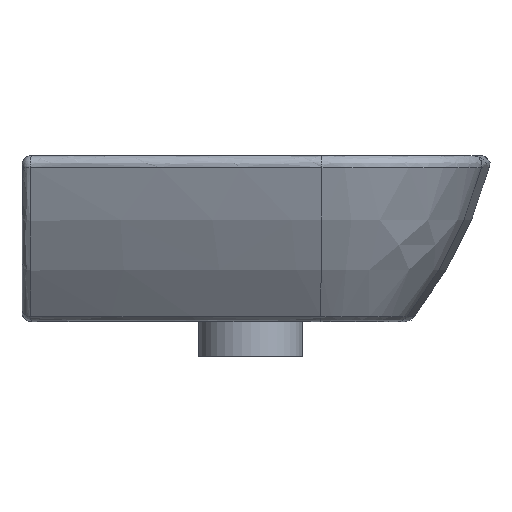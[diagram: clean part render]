
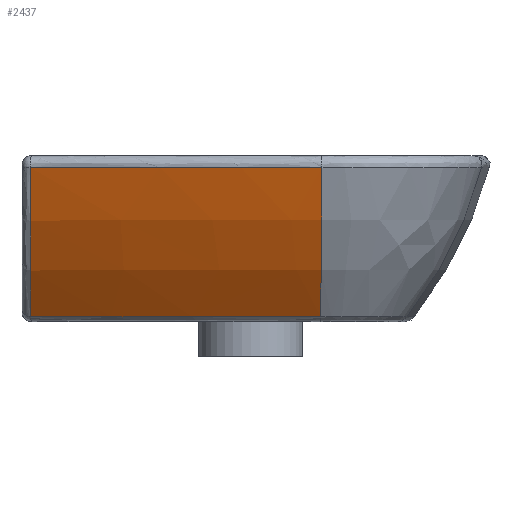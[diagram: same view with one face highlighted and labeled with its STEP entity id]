
A CAD part, front view. The second image highlights one B-rep face of the part: STEP entity #2437.
In plain terms, the highlighted free-form (B-spline) face has degree [3, 3] with [7, 4] control points.
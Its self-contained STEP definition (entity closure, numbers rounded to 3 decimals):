
#2105=CARTESIAN_POINT('',(-211.082,158.871,-8.775));
#2106=VERTEX_POINT('',#2105);
#2172=CARTESIAN_POINT('',(-156.582,158.734,-116.185));
#2173=VERTEX_POINT('',#2172);
#2181=CARTESIAN_POINT('',(-156.582,158.734,-116.185));
#2182=CARTESIAN_POINT('',(-163.735,158.751,-107.175));
#2183=CARTESIAN_POINT('',(-177.158,158.783,-88.3));
#2184=CARTESIAN_POINT('',(-196.67,158.834,-52.863));
#2185=CARTESIAN_POINT('',(-206.658,158.86,-25.512));
#2186=CARTESIAN_POINT('',(-211.082,158.871,-8.775));
#2187=B_SPLINE_CURVE_WITH_KNOTS('',3,(#2181,#2182,#2183,#2184,#2185,#2186),.UNSPECIFIED.,.F.,.U.,(4,1,1,4),(-11.824,-8.446,-5.067,0.0),.UNSPECIFIED.);
#2188=EDGE_CURVE('',#2173,#2106,#2187,.T.);
#2357=CARTESIAN_POINT('',(-222.819,-51.466,-8.776));
#2358=VERTEX_POINT('',#2357);
#2359=CARTESIAN_POINT('',(-211.082,158.871,-8.775));
#2360=CARTESIAN_POINT('',(-220.119,89.179,-8.776));
#2361=CARTESIAN_POINT('',(-224.047,18.801,-8.775));
#2362=CARTESIAN_POINT('',(-222.819,-51.466,-8.776));
#2363=B_SPLINE_CURVE_WITH_KNOTS('',3,(#2359,#2360,#2361,#2362),.UNSPECIFIED.,.F.,.U.,(4,4),(-20.983,0.0),.UNSPECIFIED.);
#2364=EDGE_CURVE('',#2106,#2358,#2363,.T.);
#2385=CARTESIAN_POINT('',(-211.08,158.884,-8.775));
#2386=CARTESIAN_POINT('',(-213.675,138.879,-8.775));
#2387=CARTESIAN_POINT('',(-218.12,97.932,-8.775));
#2388=CARTESIAN_POINT('',(-222.12,36.056,-8.775));
#2389=CARTESIAN_POINT('',(-223.207,-13.894,-8.775));
#2390=CARTESIAN_POINT('',(-222.98,-42.245,-8.775));
#2391=CARTESIAN_POINT('',(-222.819,-51.466,-8.775));
#2392=CARTESIAN_POINT('',(-200.844,158.832,-47.516));
#2393=CARTESIAN_POINT('',(-203.506,138.473,-47.516));
#2394=CARTESIAN_POINT('',(-208.455,93.272,-47.516));
#2395=CARTESIAN_POINT('',(-212.534,24.004,-47.516));
#2396=CARTESIAN_POINT('',(-213.053,-24.807,-47.516));
#2397=CARTESIAN_POINT('',(-212.761,-45.534,-47.516));
#2398=CARTESIAN_POINT('',(-212.663,-51.245,-47.516));
#2399=CARTESIAN_POINT('',(-182.67,158.813,-83.323));
#2400=CARTESIAN_POINT('',(-185.384,138.301,-83.323));
#2401=CARTESIAN_POINT('',(-190.632,91.069,-83.323));
#2402=CARTESIAN_POINT('',(-194.764,18.249,-83.323));
#2403=CARTESIAN_POINT('',(-195.017,-29.954,-83.323));
#2404=CARTESIAN_POINT('',(-194.714,-46.934,-83.323));
#2405=CARTESIAN_POINT('',(-194.647,-50.92,-83.323));
#2406=CARTESIAN_POINT('',(-156.561,158.828,-116.195));
#2407=CARTESIAN_POINT('',(-159.319,138.37,-116.195));
#2408=CARTESIAN_POINT('',(-164.654,91.324,-116.195));
#2409=CARTESIAN_POINT('',(-168.809,18.794,-116.195));
#2410=CARTESIAN_POINT('',(-169.098,-29.339,-116.195));
#2411=CARTESIAN_POINT('',(-168.842,-46.44,-116.195));
#2412=CARTESIAN_POINT('',(-168.771,-50.49,-116.195));
#2413=B_SPLINE_SURFACE_WITH_KNOTS('',3,3,((#2385,#2392,#2399,#2406),(#2386,#2393,#2400,#2407),(#2387,#2394,#2401,#2408),(#2388,#2395,#2402,#2409),(#2389,#2396,#2403,#2410),(#2390,#2397,#2404,#2411),(#2391,#2398,#2405,#2412)),.UNSPECIFIED.,.F.,.F.,.U.,(4,1,1,1,4),(4,4),(0.028,0.306,0.584,0.861,1.0),(0.067,0.965),.UNSPECIFIED.);
#2414=ORIENTED_EDGE('',*,*,#2188,.F.);
#2415=CARTESIAN_POINT('',(-168.779,-50.49,-116.185));
#2416=VERTEX_POINT('',#2415);
#2417=CARTESIAN_POINT('',(-168.779,-50.49,-116.185));
#2418=CARTESIAN_POINT('',(-169.302,-20.504,-116.185));
#2419=CARTESIAN_POINT('',(-168.252,49.489,-116.195));
#2420=CARTESIAN_POINT('',(-161.91,119.186,-116.185));
#2421=CARTESIAN_POINT('',(-156.582,158.734,-116.185));
#2422=B_SPLINE_CURVE_WITH_KNOTS('',3,(#2417,#2418,#2419,#2420,#2421),.UNSPECIFIED.,.F.,.U.,(4,1,4),(-21.484,-12.532,-0.629),.UNSPECIFIED.);
#2423=EDGE_CURVE('',#2416,#2173,#2422,.T.);
#2424=ORIENTED_EDGE('',*,*,#2423,.F.);
#2425=CARTESIAN_POINT('',(-222.819,-51.466,-8.776));
#2426=CARTESIAN_POINT('',(-220.938,-51.425,-15.951));
#2427=CARTESIAN_POINT('',(-218.787,-51.38,-23.026));
#2428=CARTESIAN_POINT('',(-205.721,-51.121,-60.676));
#2429=CARTESIAN_POINT('',(-189.858,-50.84,-89.404));
#2430=CARTESIAN_POINT('',(-168.779,-50.49,-116.185));
#2431=B_SPLINE_CURVE_WITH_KNOTS('',3,(#2425,#2426,#2427,#2428,#2429,#2430),.UNSPECIFIED.,.F.,.U.,(4,2,4),(0.067,0.234,0.965),.UNSPECIFIED.);
#2432=EDGE_CURVE('',#2358,#2416,#2431,.T.);
#2433=ORIENTED_EDGE('',*,*,#2432,.F.);
#2434=ORIENTED_EDGE('',*,*,#2364,.F.);
#2435=EDGE_LOOP('',(#2414,#2424,#2433,#2434));
#2436=FACE_OUTER_BOUND('',#2435,.T.);
#2437=ADVANCED_FACE('',(#2436),#2413,.F.);
